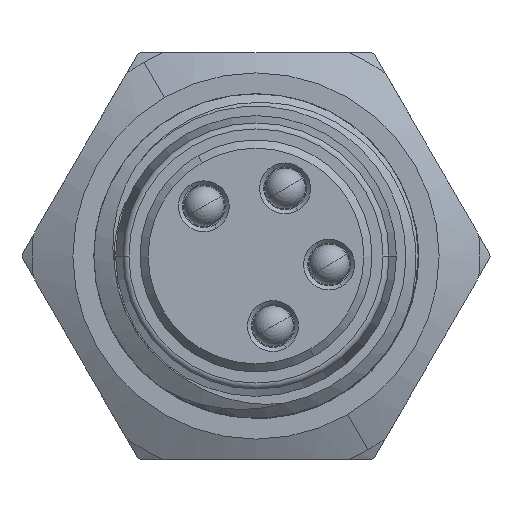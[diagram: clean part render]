
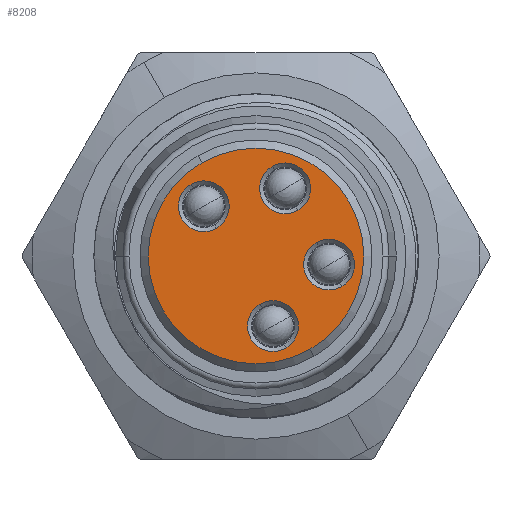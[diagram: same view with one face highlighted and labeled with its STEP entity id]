
A CAD part, left-side view. The second image highlights one B-rep face of the part: STEP entity #8208.
In plain terms, the highlighted planar face has unit normal (-1, 0, 0).
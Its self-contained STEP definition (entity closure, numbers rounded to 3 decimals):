
#7462=CARTESIAN_POINT('',(5.,-0.417,-1.722));
#7463=DIRECTION('',(1.,0.,0.));
#7464=DIRECTION('',(0.,0.5,0.866));
#7465=AXIS2_PLACEMENT_3D('',#7462,#7463,#7464);
#7467=CARTESIAN_POINT('',(5.,-0.417,-1.722));
#7468=DIRECTION('',(1.,0.,0.));
#7469=DIRECTION('',(0.,-0.5,-0.866));
#7470=AXIS2_PLACEMENT_3D('',#7467,#7468,#7469);
#7472=CARTESIAN_POINT('',(5.,-1.796,-0.21));
#7473=DIRECTION('',(1.,0.,0.));
#7474=DIRECTION('',(0.,0.5,0.866));
#7475=AXIS2_PLACEMENT_3D('',#7472,#7473,#7474);
#7477=CARTESIAN_POINT('',(5.,-1.796,-0.21));
#7478=DIRECTION('',(1.,0.,0.));
#7479=DIRECTION('',(0.,-0.5,-0.866));
#7480=AXIS2_PLACEMENT_3D('',#7477,#7478,#7479);
#7482=CARTESIAN_POINT('',(5.,-0.716,1.66));
#7483=DIRECTION('',(1.,0.,0.));
#7484=DIRECTION('',(0.,0.5,0.866));
#7485=AXIS2_PLACEMENT_3D('',#7482,#7483,#7484);
#7487=CARTESIAN_POINT('',(5.,-0.716,1.66));
#7488=DIRECTION('',(1.,0.,0.));
#7489=DIRECTION('',(0.,-0.5,-0.866));
#7490=AXIS2_PLACEMENT_3D('',#7487,#7488,#7489);
#7492=CARTESIAN_POINT('',(5.,1.283,1.222));
#7493=DIRECTION('',(1.,0.,0.));
#7494=DIRECTION('',(0.,-0.5,-0.866));
#7495=AXIS2_PLACEMENT_3D('',#7492,#7493,#7494);
#7497=CARTESIAN_POINT('',(5.,1.283,1.222));
#7498=DIRECTION('',(1.,0.,0.));
#7499=DIRECTION('',(0.,0.5,0.866));
#7500=AXIS2_PLACEMENT_3D('',#7497,#7498,#7499);
#7502=CARTESIAN_POINT('',(5.,0.,0.));
#7503=DIRECTION('',(-1.,0.,0.));
#7504=DIRECTION('',(0.,-0.5,-0.866));
#7505=AXIS2_PLACEMENT_3D('',#7502,#7503,#7504);
#7507=CARTESIAN_POINT('',(5.,0.,0.));
#7508=DIRECTION('',(-1.,0.,0.));
#7509=DIRECTION('',(0.,0.5,0.866));
#7510=AXIS2_PLACEMENT_3D('',#7507,#7508,#7509);
#8091=CARTESIAN_POINT('',(5.,-0.104,-1.181));
#8092=CARTESIAN_POINT('',(5.,-0.729,-2.264));
#8093=VERTEX_POINT('',#8091);
#8094=VERTEX_POINT('',#8092);
#8099=CARTESIAN_POINT('',(5.,-1.483,0.331));
#8100=CARTESIAN_POINT('',(5.,-2.108,-0.752));
#8101=VERTEX_POINT('',#8099);
#8102=VERTEX_POINT('',#8100);
#8107=CARTESIAN_POINT('',(5.,-0.403,2.202));
#8108=CARTESIAN_POINT('',(5.,-1.028,1.119));
#8109=VERTEX_POINT('',#8107);
#8110=VERTEX_POINT('',#8108);
#8115=CARTESIAN_POINT('',(5.,0.971,0.681));
#8116=CARTESIAN_POINT('',(5.,1.596,1.764));
#8117=VERTEX_POINT('',#8115);
#8118=VERTEX_POINT('',#8116);
#8123=CARTESIAN_POINT('',(5.,-1.325,-2.295));
#8124=CARTESIAN_POINT('',(5.,1.325,2.295));
#8125=VERTEX_POINT('',#8123);
#8126=VERTEX_POINT('',#8124);
#8173=CARTESIAN_POINT('',(5.,0.,0.));
#8174=DIRECTION('',(-1.,0.,0.));
#8175=DIRECTION('',(0.,-0.5,-0.866));
#8176=AXIS2_PLACEMENT_3D('',#8173,#8174,#8175);
#8177=PLANE('',#8176);
#8179=ORIENTED_EDGE('',*,*,#8178,.F.);
#8181=ORIENTED_EDGE('',*,*,#8180,.F.);
#8182=EDGE_LOOP('',(#8179,#8181));
#8183=FACE_OUTER_BOUND('',#8182,.F.);
#8185=ORIENTED_EDGE('',*,*,#8184,.F.);
#8187=ORIENTED_EDGE('',*,*,#8186,.F.);
#8188=EDGE_LOOP('',(#8185,#8187));
#8189=FACE_BOUND('',#8188,.F.);
#8191=ORIENTED_EDGE('',*,*,#8190,.F.);
#8193=ORIENTED_EDGE('',*,*,#8192,.F.);
#8194=EDGE_LOOP('',(#8191,#8193));
#8195=FACE_BOUND('',#8194,.F.);
#8197=ORIENTED_EDGE('',*,*,#8196,.F.);
#8199=ORIENTED_EDGE('',*,*,#8198,.F.);
#8200=EDGE_LOOP('',(#8197,#8199));
#8201=FACE_BOUND('',#8200,.F.);
#8203=ORIENTED_EDGE('',*,*,#8202,.F.);
#8205=ORIENTED_EDGE('',*,*,#8204,.F.);
#8206=EDGE_LOOP('',(#8203,#8205));
#8207=FACE_BOUND('',#8206,.F.);
#7466=CIRCLE('',#7465,0.625);
#7471=CIRCLE('',#7470,0.625);
#7476=CIRCLE('',#7475,0.625);
#7481=CIRCLE('',#7480,0.625);
#7486=CIRCLE('',#7485,0.625);
#7491=CIRCLE('',#7490,0.625);
#7496=CIRCLE('',#7495,0.625);
#7501=CIRCLE('',#7500,0.625);
#7506=CIRCLE('',#7505,2.65);
#7511=CIRCLE('',#7510,2.65);
#8178=EDGE_CURVE('',#8125,#8126,#7506,.T.);
#8180=EDGE_CURVE('',#8126,#8125,#7511,.T.);
#8184=EDGE_CURVE('',#8101,#8102,#7476,.T.);
#8186=EDGE_CURVE('',#8102,#8101,#7481,.T.);
#8190=EDGE_CURVE('',#8109,#8110,#7486,.T.);
#8192=EDGE_CURVE('',#8110,#8109,#7491,.T.);
#8196=EDGE_CURVE('',#8117,#8118,#7496,.T.);
#8198=EDGE_CURVE('',#8118,#8117,#7501,.T.);
#8202=EDGE_CURVE('',#8093,#8094,#7466,.T.);
#8204=EDGE_CURVE('',#8094,#8093,#7471,.T.);
#8208=ADVANCED_FACE('',(#8183,#8189,#8195,#8201,#8207),#8177,.T.);
